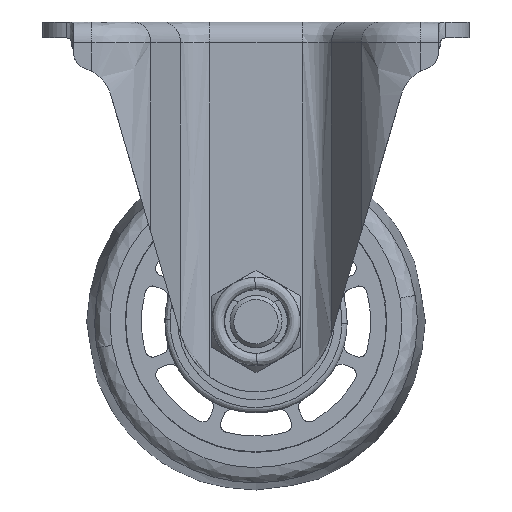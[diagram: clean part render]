
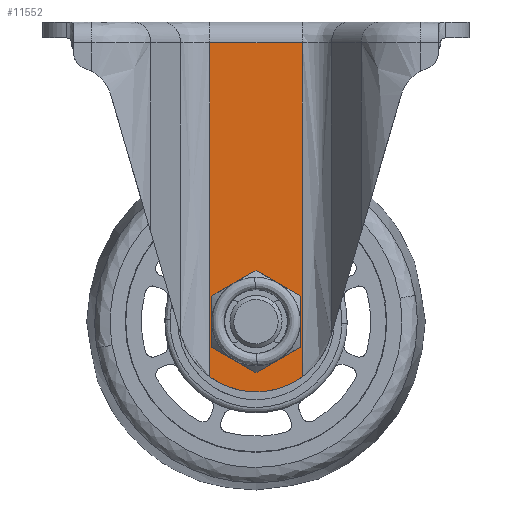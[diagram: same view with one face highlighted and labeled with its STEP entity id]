
A CAD part, front view. The second image highlights one B-rep face of the part: STEP entity #11552.
In plain terms, the highlighted free-form (B-spline) face has degree [1, 1] with [2, 2] control points.
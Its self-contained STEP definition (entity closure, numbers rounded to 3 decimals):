
#9278=CARTESIAN_POINT('',(-4.13,-25.5,4.352));
#9279=VERTEX_POINT('',#9278);
#9285=CARTESIAN_POINT('',(-6.,-25.5,0.));
#9286=VERTEX_POINT('',#9285);
#9287=CARTESIAN_POINT('',(-4.13,-25.5,4.352));
#9288=CARTESIAN_POINT('',(-4.572,-25.5,3.933));
#9289=CARTESIAN_POINT('',(-5.216,-25.5,3.102));
#9290=CARTESIAN_POINT('',(-5.851,-25.5,1.598));
#9291=CARTESIAN_POINT('',(-6.,-25.5,0.583));
#9292=CARTESIAN_POINT('',(-6.,-25.5,0.));
#9293=B_SPLINE_CURVE_WITH_KNOTS('',3,(#9287,#9288,#9289,#9290,#9291,#9292),.UNSPECIFIED.,.F.,.U.,(4,1,1,4),(0.,1.826,3.12,4.87),.UNSPECIFIED.);
#9294=EDGE_CURVE('',#9279,#9286,#9293,.T.);
#9296=CARTESIAN_POINT('',(0.0,-25.5,-6.0));
#9297=VERTEX_POINT('',#9296);
#9298=CARTESIAN_POINT('',(-6.,-25.5,0.));
#9299=CARTESIAN_POINT('',(-6.,-25.5,-0.344));
#9300=CARTESIAN_POINT('',(-5.934,-25.5,-1.104));
#9301=CARTESIAN_POINT('',(-5.598,-25.5,-2.292));
#9302=CARTESIAN_POINT('',(-4.974,-25.5,-3.443));
#9303=CARTESIAN_POINT('',(-4.227,-25.5,-4.298));
#9304=CARTESIAN_POINT('',(-3.429,-25.5,-4.953));
#9305=CARTESIAN_POINT('',(-2.495,-25.5,-5.505));
#9306=CARTESIAN_POINT('',(-1.301,-25.5,-5.908));
#9307=CARTESIAN_POINT('',(-0.417,-25.5,-6.));
#9308=CARTESIAN_POINT('',(0.0,-25.5,-6.0));
#9309=B_SPLINE_CURVE_WITH_KNOTS('',3,(#9298,#9299,#9300,#9301,#9302,#9303,#9304,#9305,#9306,#9307,#9308),.UNSPECIFIED.,.F.,.U.,(4,1,1,1,1,1,1,1,4),(0.,1.031,2.283,3.682,4.933,5.67,6.774,8.173,9.425),.UNSPECIFIED.);
#9310=EDGE_CURVE('',#9286,#9297,#9309,.T.);
#9312=CARTESIAN_POINT('',(4.13,-25.5,-4.352));
#9313=VERTEX_POINT('',#9312);
#9314=CARTESIAN_POINT('',(0.0,-25.5,-6.0));
#9315=CARTESIAN_POINT('',(0.641,-25.5,-6.));
#9316=CARTESIAN_POINT('',(1.589,-25.5,-5.846));
#9317=CARTESIAN_POINT('',(2.994,-25.5,-5.257));
#9318=CARTESIAN_POINT('',(3.717,-25.5,-4.744));
#9319=CARTESIAN_POINT('',(4.13,-25.5,-4.352));
#9320=B_SPLINE_CURVE_WITH_KNOTS('',3,(#9314,#9315,#9316,#9317,#9318,#9319),.UNSPECIFIED.,.F.,.U.,(4,1,1,4),(0.,1.922,2.847,4.555),.UNSPECIFIED.);
#9321=EDGE_CURVE('',#9297,#9313,#9320,.T.);
#9415=CARTESIAN_POINT('',(6.,-25.5,0.));
#9416=VERTEX_POINT('',#9415);
#9417=CARTESIAN_POINT('',(4.13,-25.5,-4.352));
#9418=CARTESIAN_POINT('',(4.627,-25.5,-3.881));
#9419=CARTESIAN_POINT('',(5.334,-25.5,-2.931));
#9420=CARTESIAN_POINT('',(5.892,-25.5,-1.395));
#9421=CARTESIAN_POINT('',(6.,-25.5,-0.457));
#9422=CARTESIAN_POINT('',(6.,-25.5,0.));
#9423=B_SPLINE_CURVE_WITH_KNOTS('',3,(#9417,#9418,#9419,#9420,#9421,#9422),.UNSPECIFIED.,.F.,.U.,(4,1,1,4),(0.,2.054,3.5,4.87),.UNSPECIFIED.);
#9424=EDGE_CURVE('',#9313,#9416,#9423,.T.);
#9426=CARTESIAN_POINT('',(0.0,-25.5,6.0));
#9427=VERTEX_POINT('',#9426);
#9428=CARTESIAN_POINT('',(6.,-25.5,0.));
#9429=CARTESIAN_POINT('',(6.,-25.5,0.614));
#9430=CARTESIAN_POINT('',(5.863,-25.5,1.497));
#9431=CARTESIAN_POINT('',(5.378,-25.5,2.733));
#9432=CARTESIAN_POINT('',(4.885,-25.5,3.532));
#9433=CARTESIAN_POINT('',(4.093,-25.5,4.44));
#9434=CARTESIAN_POINT('',(3.195,-25.5,5.14));
#9435=CARTESIAN_POINT('',(1.742,-25.5,5.817));
#9436=CARTESIAN_POINT('',(0.687,-25.5,6.));
#9437=CARTESIAN_POINT('',(0.0,-25.5,6.0));
#9438=B_SPLINE_CURVE_WITH_KNOTS('',3,(#9428,#9429,#9430,#9431,#9432,#9433,#9434,#9435,#9436,#9437),.UNSPECIFIED.,.F.,.U.,(4,1,1,1,1,1,1,4),(0.,1.841,2.651,3.976,4.639,6.259,7.363,9.425),.UNSPECIFIED.);
#9439=EDGE_CURVE('',#9416,#9427,#9438,.T.);
#9441=CARTESIAN_POINT('',(0.0,-25.5,6.0));
#9442=CARTESIAN_POINT('',(-0.356,-25.5,6.));
#9443=CARTESIAN_POINT('',(-1.139,-25.5,5.93));
#9444=CARTESIAN_POINT('',(-2.169,-25.5,5.629));
#9445=CARTESIAN_POINT('',(-3.212,-25.5,5.108));
#9446=CARTESIAN_POINT('',(-3.803,-25.5,4.663));
#9447=CARTESIAN_POINT('',(-4.13,-25.5,4.352));
#9448=B_SPLINE_CURVE_WITH_KNOTS('',3,(#9441,#9442,#9443,#9444,#9445,#9446,#9447),.UNSPECIFIED.,.F.,.U.,(4,1,1,1,4),(0.,1.068,2.349,3.203,4.555),.UNSPECIFIED.);
#9449=EDGE_CURVE('',#9427,#9279,#9448,.T.);
#10939=CARTESIAN_POINT('',(-8.881,-25.5,-10.588));
#10940=VERTEX_POINT('',#10939);
#10941=CARTESIAN_POINT('',(-8.881,-25.5,53.5));
#10942=VERTEX_POINT('',#10941);
#10943=CARTESIAN_POINT('',(-8.881,-25.5,-10.588));
#10944=CARTESIAN_POINT('',(-8.881,-25.5,53.5));
#10945=QUASI_UNIFORM_CURVE('',1,(#10943,#10944),.UNSPECIFIED.,.F.,.U.);
#10946=EDGE_CURVE('',#10940,#10942,#10945,.T.);
#11022=CARTESIAN_POINT('',(8.881,-25.5,53.5));
#11023=VERTEX_POINT('',#11022);
#11035=CARTESIAN_POINT('',(8.881,-25.5,-10.588));
#11036=VERTEX_POINT('',#11035);
#11037=CARTESIAN_POINT('',(8.881,-25.5,-10.588));
#11038=CARTESIAN_POINT('',(8.881,-25.5,53.5));
#11039=QUASI_UNIFORM_CURVE('',1,(#11037,#11038),.UNSPECIFIED.,.F.,.U.);
#11040=EDGE_CURVE('',#11036,#11023,#11039,.T.);
#11516=CARTESIAN_POINT('',(9.768,-25.5,-16.847));
#11517=CARTESIAN_POINT('',(-9.768,-25.5,-16.847));
#11518=CARTESIAN_POINT('',(9.768,-25.5,56.847));
#11519=CARTESIAN_POINT('',(-9.768,-25.5,56.847));
#11520=B_SPLINE_SURFACE_WITH_KNOTS('',1,1,((#11516,#11518),(#11517,#11519)),.UNSPECIFIED.,.F.,.F.,.U.,(2,2),(2,2),(0.0,19.537),(0.0,73.693),.UNSPECIFIED.);
#11521=ORIENTED_EDGE('',*,*,#11040,.T.);
#11522=CARTESIAN_POINT('',(8.881,-25.5,53.5));
#11523=CARTESIAN_POINT('',(-8.881,-25.5,53.5));
#11524=QUASI_UNIFORM_CURVE('',1,(#11522,#11523),.UNSPECIFIED.,.F.,.U.);
#11525=EDGE_CURVE('',#11023,#10942,#11524,.T.);
#11526=ORIENTED_EDGE('',*,*,#11525,.T.);
#11527=ORIENTED_EDGE('',*,*,#10946,.F.);
#11528=CARTESIAN_POINT('',(8.881,-25.5,-10.588));
#11529=CARTESIAN_POINT('',(8.004,-25.5,-11.233));
#11530=CARTESIAN_POINT('',(6.409,-25.5,-12.156));
#11531=CARTESIAN_POINT('',(4.211,-25.5,-12.937));
#11532=CARTESIAN_POINT('',(2.226,-25.5,-13.377));
#11533=CARTESIAN_POINT('',(0.248,-25.5,-13.553));
#11534=CARTESIAN_POINT('',(-1.684,-25.5,-13.438));
#11535=CARTESIAN_POINT('',(-3.539,-25.5,-13.114));
#11536=CARTESIAN_POINT('',(-5.963,-25.5,-12.385));
#11537=CARTESIAN_POINT('',(-7.804,-25.5,-11.38));
#11538=CARTESIAN_POINT('',(-8.881,-25.5,-10.588));
#11539=B_SPLINE_CURVE_WITH_KNOTS('',3,(#11528,#11529,#11530,#11531,#11532,#11533,#11534,#11535,#11536,#11537,#11538),.UNSPECIFIED.,.F.,.U.,(4,1,1,1,1,1,1,1,4),(0.,3.267,5.495,6.98,9.356,11.435,12.772,14.999,19.009),.UNSPECIFIED.);
#11540=EDGE_CURVE('',#11036,#10940,#11539,.T.);
#11541=ORIENTED_EDGE('',*,*,#11540,.F.);
#11542=EDGE_LOOP('',(#11521,#11526,#11527,#11541));
#11543=FACE_OUTER_BOUND('',#11542,.T.);
#11544=ORIENTED_EDGE('',*,*,#9310,.F.);
#11545=ORIENTED_EDGE('',*,*,#9294,.F.);
#11546=ORIENTED_EDGE('',*,*,#9449,.F.);
#11547=ORIENTED_EDGE('',*,*,#9439,.F.);
#11548=ORIENTED_EDGE('',*,*,#9424,.F.);
#11549=ORIENTED_EDGE('',*,*,#9321,.F.);
#11550=EDGE_LOOP('',(#11544,#11545,#11546,#11547,#11548,#11549));
#11551=FACE_BOUND('',#11550,.T.);
#11552=ADVANCED_FACE('',(#11543,#11551),#11520,.F.);
